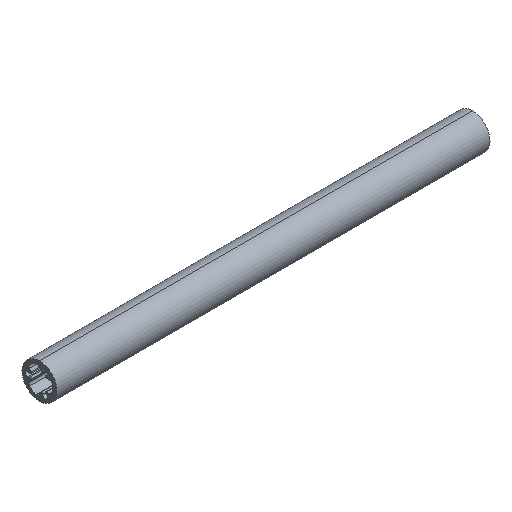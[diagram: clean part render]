
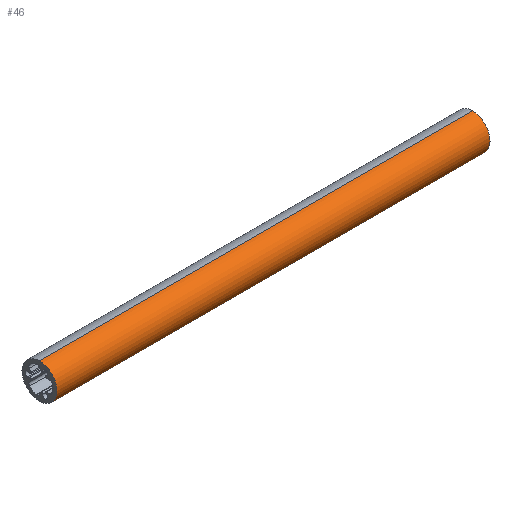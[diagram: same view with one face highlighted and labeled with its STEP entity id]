
A CAD part, isometric view. The second image highlights one B-rep face of the part: STEP entity #46.
In plain terms, the highlighted cylindrical face has radius 12.5 mm (diameter 25 mm), a partial arc.
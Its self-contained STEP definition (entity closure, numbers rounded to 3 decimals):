
#27 = DIRECTION ( 'NONE',  ( -1., 0., 0. ) ) ;
#46 = ADVANCED_FACE ( 'NONE', ( #265 ), #596, .T. ) ;
#48 = VECTOR ( 'NONE', #849, 1000. ) ;
#63 = EDGE_CURVE ( 'NONE', #489, #348, #254, .T. ) ;
#103 = CIRCLE ( 'NONE', #1077, 12.5 ) ;
#116 = ORIENTED_EDGE ( 'NONE', *, *, #913, .T. ) ;
#159 = CARTESIAN_POINT ( 'NONE',  ( -155., 0., 0. ) ) ;
#251 = ORIENTED_EDGE ( 'NONE', *, *, #63, .F. ) ;
#254 = CIRCLE ( 'NONE', #730, 12.5 ) ;
#265 = FACE_OUTER_BOUND ( 'NONE', #385, .T. ) ;
#348 = VERTEX_POINT ( 'NONE', #954 ) ;
#375 = DIRECTION ( 'NONE',  ( -1., 0., 0. ) ) ;
#385 = EDGE_LOOP ( 'NONE', ( #765, #116, #1211, #251 ) ) ;
#423 = CARTESIAN_POINT ( 'NONE',  ( -155., 0., -12.5 ) ) ;
#426 = VERTEX_POINT ( 'NONE', #515 ) ;
#435 = EDGE_CURVE ( 'NONE', #426, #489, #1207, .T. ) ;
#489 = VERTEX_POINT ( 'NONE', #423 ) ;
#501 = VERTEX_POINT ( 'NONE', #998 ) ;
#503 = CARTESIAN_POINT ( 'NONE',  ( -134.295, 0., 12.5 ) ) ;
#515 = CARTESIAN_POINT ( 'NONE',  ( 155., 0., -12.5 ) ) ;
#592 = DIRECTION ( 'NONE',  ( 0., 0., 1. ) ) ;
#596 = CYLINDRICAL_SURFACE ( 'NONE', #867, 12.5 ) ;
#642 = LINE ( 'NONE', #503, #651 ) ;
#651 = VECTOR ( 'NONE', #375, 1000. ) ;
#706 = DIRECTION ( 'NONE',  ( -1., 0., 0. ) ) ;
#730 = AXIS2_PLACEMENT_3D ( 'NONE', #159, #27, #1119 ) ;
#765 = ORIENTED_EDGE ( 'NONE', *, *, #435, .F. ) ;
#791 = DIRECTION ( 'NONE',  ( 0., 0., 1. ) ) ;
#815 = CARTESIAN_POINT ( 'NONE',  ( 155., 0., 0. ) ) ;
#849 = DIRECTION ( 'NONE',  ( -1., 0., 0. ) ) ;
#867 = AXIS2_PLACEMENT_3D ( 'NONE', #1029, #907, #791 ) ;
#907 = DIRECTION ( 'NONE',  ( -1., 0., 0. ) ) ;
#913 = EDGE_CURVE ( 'NONE', #426, #501, #103, .T. ) ;
#954 = CARTESIAN_POINT ( 'NONE',  ( -155., 0., 12.5 ) ) ;
#962 = CARTESIAN_POINT ( 'NONE',  ( -134.295, 0., -12.5 ) ) ;
#998 = CARTESIAN_POINT ( 'NONE',  ( 155., 0., 12.5 ) ) ;
#1029 = CARTESIAN_POINT ( 'NONE',  ( -134.295, 0., 0. ) ) ;
#1077 = AXIS2_PLACEMENT_3D ( 'NONE', #815, #706, #592 ) ;
#1119 = DIRECTION ( 'NONE',  ( 0., 0., 1. ) ) ;
#1185 = EDGE_CURVE ( 'NONE', #501, #348, #642, .T. ) ;
#1207 = LINE ( 'NONE', #962, #48 ) ;
#1211 = ORIENTED_EDGE ( 'NONE', *, *, #1185, .T. ) ;
